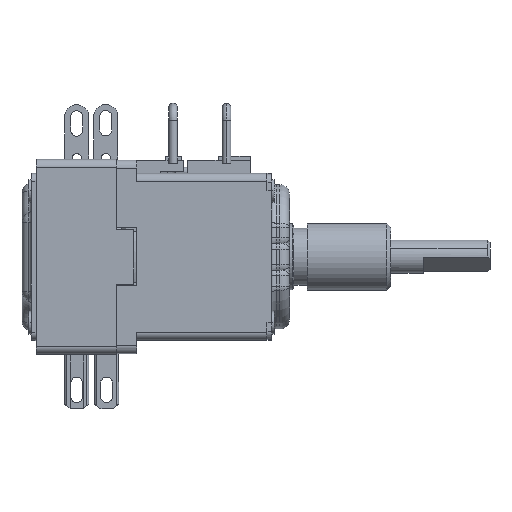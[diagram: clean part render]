
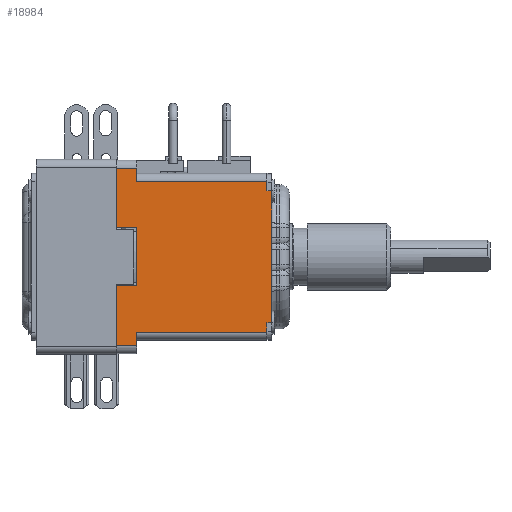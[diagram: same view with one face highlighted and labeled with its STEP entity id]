
A CAD part, left-side view. The second image highlights one B-rep face of the part: STEP entity #18984.
In plain terms, the highlighted planar face has unit normal (-1, 0, 0).
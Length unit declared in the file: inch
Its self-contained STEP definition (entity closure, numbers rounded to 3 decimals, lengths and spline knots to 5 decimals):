
#1312=DIRECTION('',(0.,0.,1.));
#1313=VECTOR('',#1312,0.2245);
#1314=CARTESIAN_POINT('',(-0.3125,0.127,-0.3325));
#1315=LINE('',#1314,#1313);
#1316=DIRECTION('',(0.,1.,0.));
#1317=VECTOR('',#1316,0.075);
#1318=CARTESIAN_POINT('',(-0.3125,0.052,-0.108));
#1319=LINE('',#1318,#1317);
#1320=DIRECTION('',(0.,1.,0.));
#1321=VECTOR('',#1320,0.075);
#1322=CARTESIAN_POINT('',(-0.3125,0.052,0.108));
#1323=LINE('',#1322,#1321);
#1324=DIRECTION('',(0.,0.,1.));
#1325=VECTOR('',#1324,0.2245);
#1326=CARTESIAN_POINT('',(-0.3125,0.127,0.108));
#1327=LINE('',#1326,#1325);
#1328=DIRECTION('',(0.,1.,0.));
#1329=VECTOR('',#1328,0.018);
#1330=CARTESIAN_POINT('',(-0.3125,-0.454,-0.247));
#1331=LINE('',#1330,#1329);
#2050=DIRECTION('',(0.,-1.,0.));
#2051=VECTOR('',#2050,0.075);
#2052=CARTESIAN_POINT('',(-0.3125,0.127,-0.3325));
#2053=LINE('',#2052,#2051);
#2063=DIRECTION('',(0.,0.,1.));
#2064=VECTOR('',#2063,0.05);
#2065=CARTESIAN_POINT('',(-0.3125,0.052,0.2825));
#2066=LINE('',#2065,#2064);
#2087=DIRECTION('',(0.,0.,1.));
#2088=VECTOR('',#2087,0.05);
#2089=CARTESIAN_POINT('',(-0.3125,0.052,-0.3325));
#2090=LINE('',#2089,#2088);
#3845=DIRECTION('',(0.,0.,1.));
#3846=VECTOR('',#3845,0.216);
#3847=CARTESIAN_POINT('',(-0.3125,0.052,-0.108));
#3848=LINE('',#3847,#3846);
#10882=DIRECTION('',(0.,-1.,0.));
#10883=VECTOR('',#10882,0.075);
#10884=CARTESIAN_POINT('',(-0.3125,0.127,0.3325));
#10885=LINE('',#10884,#10883);
#12139=DIRECTION('',(0.,0.,1.));
#12140=VECTOR('',#12139,0.0355);
#12141=CARTESIAN_POINT('',(-0.3125,-0.436,-0.2825));
#12142=LINE('',#12141,#12140);
#12147=DIRECTION('',(0.,0.,1.));
#12148=VECTOR('',#12147,0.0355);
#12149=CARTESIAN_POINT('',(-0.3125,-0.436,0.247));
#12150=LINE('',#12149,#12148);
#12324=DIRECTION('',(0.,0.,-1.));
#12325=VECTOR('',#12324,0.494);
#12326=CARTESIAN_POINT('',(-0.3125,-0.454,0.247));
#12327=LINE('',#12326,#12325);
#12554=DIRECTION('',(0.,-1.,0.));
#12555=VECTOR('',#12554,0.488);
#12556=CARTESIAN_POINT('',(-0.3125,0.052,-0.2825));
#12557=LINE('',#12556,#12555);
#12591=DIRECTION('',(0.,1.,0.));
#12592=VECTOR('',#12591,0.018);
#12593=CARTESIAN_POINT('',(-0.3125,-0.454,0.247));
#12594=LINE('',#12593,#12592);
#13521=DIRECTION('',(0.,1.,0.));
#13522=VECTOR('',#13521,0.488);
#13523=CARTESIAN_POINT('',(-0.3125,-0.436,0.2825));
#13524=LINE('',#13523,#13522);
#13592=CARTESIAN_POINT('',(-0.3125,-0.436,-0.2825));
#13594=VERTEX_POINT('',#13592);
#13597=CARTESIAN_POINT('',(-0.3125,-0.436,0.2825));
#13599=VERTEX_POINT('',#13597);
#13734=CARTESIAN_POINT('',(-0.3125,-0.454,-0.247));
#13736=VERTEX_POINT('',#13734);
#13768=CARTESIAN_POINT('',(-0.3125,-0.454,0.247));
#13769=VERTEX_POINT('',#13768);
#13944=CARTESIAN_POINT('',(-0.3125,-0.436,-0.247));
#13946=VERTEX_POINT('',#13944);
#13948=CARTESIAN_POINT('',(-0.3125,-0.436,0.247));
#13950=VERTEX_POINT('',#13948);
#14451=CARTESIAN_POINT('',(-0.3125,0.052,-0.3325));
#14453=VERTEX_POINT('',#14451);
#14456=CARTESIAN_POINT('',(-0.3125,0.052,0.3325));
#14458=VERTEX_POINT('',#14456);
#14543=CARTESIAN_POINT('',(-0.3125,0.052,-0.2825));
#14544=VERTEX_POINT('',#14543);
#14545=CARTESIAN_POINT('',(-0.3125,0.052,0.2825));
#14546=VERTEX_POINT('',#14545);
#14549=CARTESIAN_POINT('',(-0.3125,0.052,0.108));
#14551=VERTEX_POINT('',#14549);
#14557=CARTESIAN_POINT('',(-0.3125,0.052,-0.108));
#14559=VERTEX_POINT('',#14557);
#14911=CARTESIAN_POINT('',(-0.3125,0.127,-0.3325));
#14912=CARTESIAN_POINT('',(-0.3125,0.127,-0.108));
#14913=VERTEX_POINT('',#14911);
#14914=VERTEX_POINT('',#14912);
#14915=CARTESIAN_POINT('',(-0.3125,0.127,0.108));
#14916=CARTESIAN_POINT('',(-0.3125,0.127,0.3325));
#14917=VERTEX_POINT('',#14915);
#14918=VERTEX_POINT('',#14916);
#18948=CARTESIAN_POINT('',(-0.3125,0.,-0.3125));
#18949=DIRECTION('',(-1.,0.,0.));
#18950=DIRECTION('',(0.,0.,1.));
#18951=AXIS2_PLACEMENT_3D('',#18948,#18949,#18950);
#18952=PLANE('',#18951);
#18953=ORIENTED_EDGE('',*,*,#18922,.T.);
#18955=ORIENTED_EDGE('',*,*,#18954,.F.);
#18957=ORIENTED_EDGE('',*,*,#18956,.T.);
#18958=ORIENTED_EDGE('',*,*,#18785,.T.);
#18959=ORIENTED_EDGE('',*,*,#18835,.T.);
#18961=ORIENTED_EDGE('',*,*,#18960,.T.);
#18963=ORIENTED_EDGE('',*,*,#18962,.F.);
#18965=ORIENTED_EDGE('',*,*,#18964,.F.);
#18967=ORIENTED_EDGE('',*,*,#18966,.F.);
#18969=ORIENTED_EDGE('',*,*,#18968,.F.);
#18971=ORIENTED_EDGE('',*,*,#18970,.T.);
#18973=ORIENTED_EDGE('',*,*,#18972,.T.);
#18975=ORIENTED_EDGE('',*,*,#18974,.F.);
#18977=ORIENTED_EDGE('',*,*,#18976,.F.);
#18979=ORIENTED_EDGE('',*,*,#18978,.F.);
#18981=ORIENTED_EDGE('',*,*,#18980,.F.);
#18982=EDGE_LOOP('',(#18953,#18955,#18957,#18958,#18959,#18961,#18963,#18965,
#18967,#18969,#18971,#18973,#18975,#18977,#18979,#18981));
#18983=FACE_OUTER_BOUND('',#18982,.F.);
#18984=ADVANCED_FACE('',(#18983),#18952,.T.);
#18785=EDGE_CURVE('',#14551,#14917,#1323,.T.);
#18835=EDGE_CURVE('',#14917,#14918,#1327,.T.);
#18922=EDGE_CURVE('',#14913,#14914,#1315,.T.);
#18954=EDGE_CURVE('',#14559,#14914,#1319,.T.);
#18956=EDGE_CURVE('',#14559,#14551,#3848,.T.);
#18960=EDGE_CURVE('',#14918,#14458,#10885,.T.);
#18962=EDGE_CURVE('',#14546,#14458,#2066,.T.);
#18964=EDGE_CURVE('',#13599,#14546,#13524,.T.);
#18966=EDGE_CURVE('',#13950,#13599,#12150,.T.);
#18968=EDGE_CURVE('',#13769,#13950,#12594,.T.);
#18970=EDGE_CURVE('',#13769,#13736,#12327,.T.);
#18972=EDGE_CURVE('',#13736,#13946,#1331,.T.);
#18974=EDGE_CURVE('',#13594,#13946,#12142,.T.);
#18976=EDGE_CURVE('',#14544,#13594,#12557,.T.);
#18978=EDGE_CURVE('',#14453,#14544,#2090,.T.);
#18980=EDGE_CURVE('',#14913,#14453,#2053,.T.);
